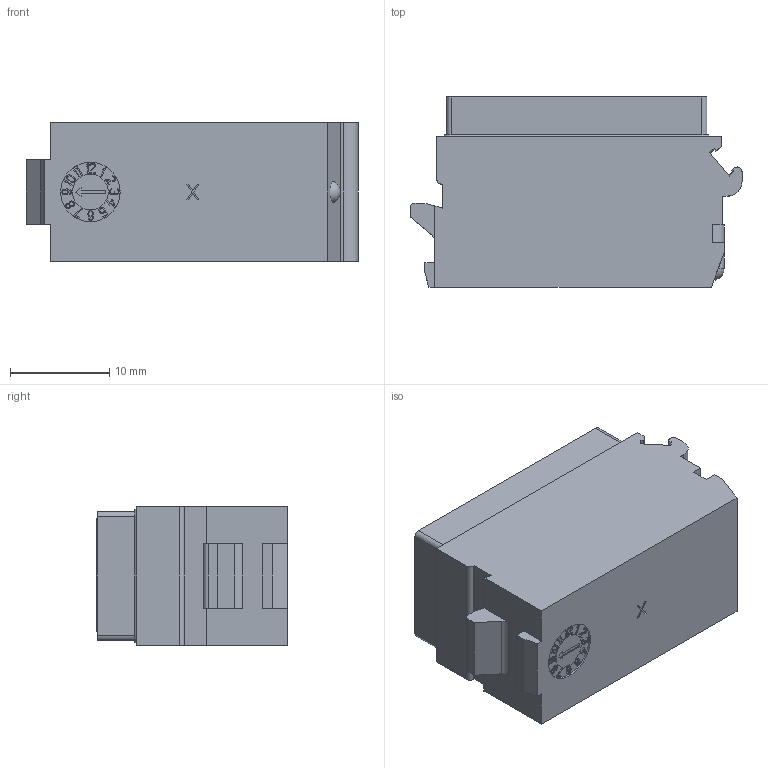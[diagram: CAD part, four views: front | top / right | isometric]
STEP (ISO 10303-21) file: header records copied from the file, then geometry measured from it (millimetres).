
FILE_DESCRIPTION((''),'2;1');
FILE_NAME('00177720904','2020-09-01T',('presta_be4'),(''),'CREO PARAMETRIC BY PTC INC, 2018360','CREO PARAMETRIC BY PTC INC, 2018360','');
FILE_SCHEMA(('CONFIG_CONTROL_DESIGN'));
Products named in the file (1): 00177720904
Bounding box: 33.5 x 19.25 x 14 mm (x, y, z)
Volume: 5661.5 mm3; surface area: 6925.9 mm2
Topology: 1 solids, 1 shells, 4871 faces, 12922 edges, 8146 vertices
Faces by surface type: plane 2093, cylinder 1037, bspline 648, cone 588, torus 504, sphere 1
Entity records: 171743 total; most frequent: CARTESIAN_POINT 55347, ORIENTED_EDGE 25844, DIRECTION 22363, EDGE_CURVE 12922, VERTEX_POINT 8146, AXIS2_PLACEMENT_3D 7604, VECTOR 7155, LINE 7155
